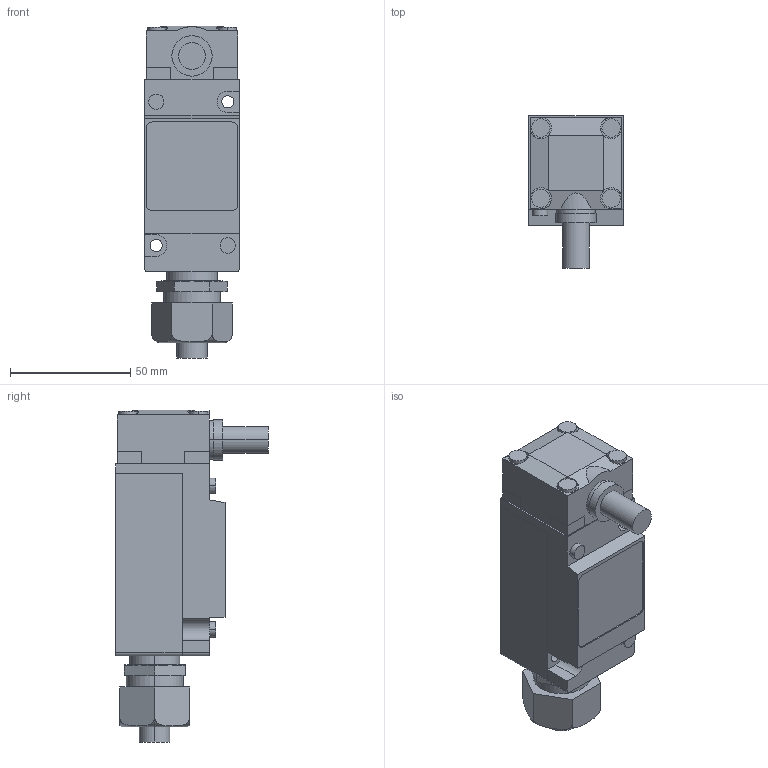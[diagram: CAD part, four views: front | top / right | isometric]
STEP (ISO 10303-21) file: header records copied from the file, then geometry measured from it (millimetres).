
FILE_DESCRIPTION(('STEP AP242'),'1');
FILE_NAME('9007c54a2y1851.stp','2021-09-28T11:36:37',('TraceParts'),('TraceParts S.A.'),'Spatial InterOp 3D',' ',' ');
FILE_SCHEMA(('AP242_MANAGED_MODEL_BASED_3D_ENGINEERING_MIM_LF {1 0 10303 442 1 1 4}'));
Length unit declared in the file: millimetre
Products named in the file (1): 9007c54a2y1851
Bounding box: 39.37 x 63.5 x 137.92 mm (x, y, z)
Volume: 183774.3 mm3; surface area: 27438.2 mm2
Topology: 1 solids, 1 shells, 180 faces, 443 edges, 284 vertices
Faces by surface type: plane 99, cylinder 55, cone 24, torus 2
Entity records: 6835 total; most frequent: CARTESIAN_POINT 1058, DIRECTION 917, ORIENTED_EDGE 886, EDGE_CURVE 443, AXIS2_PLACEMENT_3D 323, VERTEX_POINT 284, LINE 271, VECTOR 271
